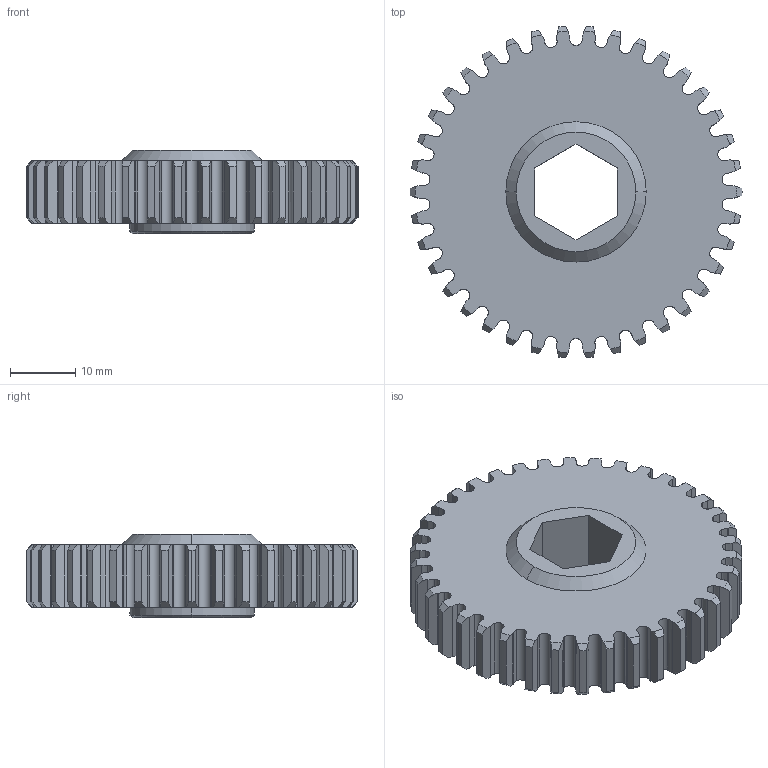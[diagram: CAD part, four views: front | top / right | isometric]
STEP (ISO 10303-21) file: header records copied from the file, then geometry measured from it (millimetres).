
FILE_DESCRIPTION (( 'STEP AP203' ), '1' );
FILE_NAME ('REV-21-1930.STEP', '2023-09-25T16:48:08', ( '' ), ( '' ), 'SwSTEP 2.0', 'SolidWorks 2022', '' );
FILE_SCHEMA (( 'CONFIG_CONTROL_DESIGN' ));
Length unit declared in the file: millimetre
Products named in the file (1): REV-21-1930
Bounding box: 50.8 x 50.7 x 12.7 mm (x, y, z)
Volume: 9046.4 mm3; surface area: 7965 mm2
Topology: 1 solids, 1 shells, 424 faces, 1254 edges, 834 vertices
Faces by surface type: bspline 152, cylinder 95, plane 90, cone 83, torus 4
Entity records: 17260 total; most frequent: CARTESIAN_POINT 6927, ORIENTED_EDGE 2508, DIRECTION 1629, EDGE_CURVE 1254, VERTEX_POINT 834, AXIS2_PLACEMENT_3D 560, VECTOR 509, LINE 509
